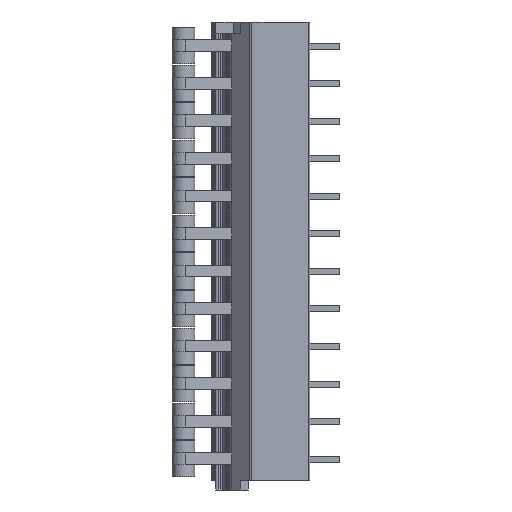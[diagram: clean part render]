
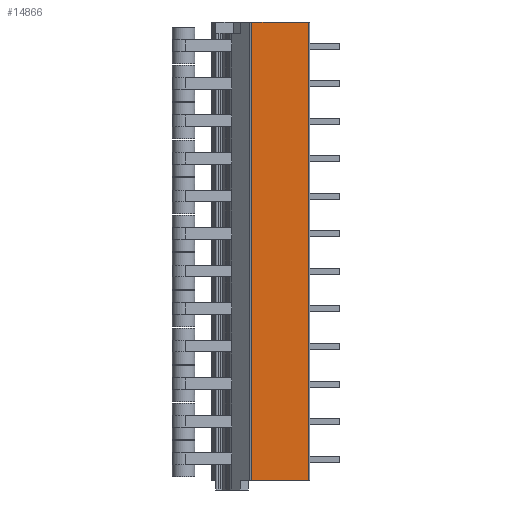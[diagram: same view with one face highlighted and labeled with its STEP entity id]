
A CAD part, left-side view. The second image highlights one B-rep face of the part: STEP entity #14866.
In plain terms, the highlighted planar face has unit normal (-1, 0, 0).
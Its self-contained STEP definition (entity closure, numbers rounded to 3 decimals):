
#30=DIRECTION('',(0.,-1.,0.));
#31=VECTOR('',#30,7.471);
#32=CARTESIAN_POINT('',(0.,7.671,-57.8));
#33=LINE('',#32,#31);
#310=DIRECTION('',(0.,-1.,0.));
#311=VECTOR('',#310,7.471);
#312=CARTESIAN_POINT('',(0.,7.671,3.2));
#313=LINE('',#312,#311);
#531=DIRECTION('',(0.,0.,1.));
#532=VECTOR('',#531,61.);
#533=CARTESIAN_POINT('',(0.,7.671,-57.8));
#534=LINE('',#533,#532);
#535=DIRECTION('',(0.,0.,1.));
#536=VECTOR('',#535,61.);
#537=CARTESIAN_POINT('',(0.,0.2,-57.8));
#538=LINE('',#537,#536);
#11704=CARTESIAN_POINT('',(0.,7.671,-57.8));
#11706=VERTEX_POINT('',#11704);
#11707=CARTESIAN_POINT('',(0.,0.2,-57.8));
#11708=VERTEX_POINT('',#11707);
#11824=CARTESIAN_POINT('',(0.,7.671,3.2));
#11826=VERTEX_POINT('',#11824);
#11827=CARTESIAN_POINT('',(0.,0.2,3.2));
#11828=VERTEX_POINT('',#11827);
#14854=CARTESIAN_POINT('',(0.,7.671,-57.8));
#14855=DIRECTION('',(-1.,0.,0.));
#14856=DIRECTION('',(0.,-1.,0.));
#14857=AXIS2_PLACEMENT_3D('',#14854,#14855,#14856);
#14858=PLANE('',#14857);
#14859=ORIENTED_EDGE('',*,*,#14848,.T.);
#14860=ORIENTED_EDGE('',*,*,#14702,.T.);
#14862=ORIENTED_EDGE('',*,*,#14861,.F.);
#14863=ORIENTED_EDGE('',*,*,#14502,.F.);
#14864=EDGE_LOOP('',(#14859,#14860,#14862,#14863));
#14865=FACE_OUTER_BOUND('',#14864,.F.);
#14866=ADVANCED_FACE('',(#14865),#14858,.T.);
#14502=EDGE_CURVE('',#11706,#11708,#33,.T.);
#14702=EDGE_CURVE('',#11826,#11828,#313,.T.);
#14848=EDGE_CURVE('',#11706,#11826,#534,.T.);
#14861=EDGE_CURVE('',#11708,#11828,#538,.T.);
